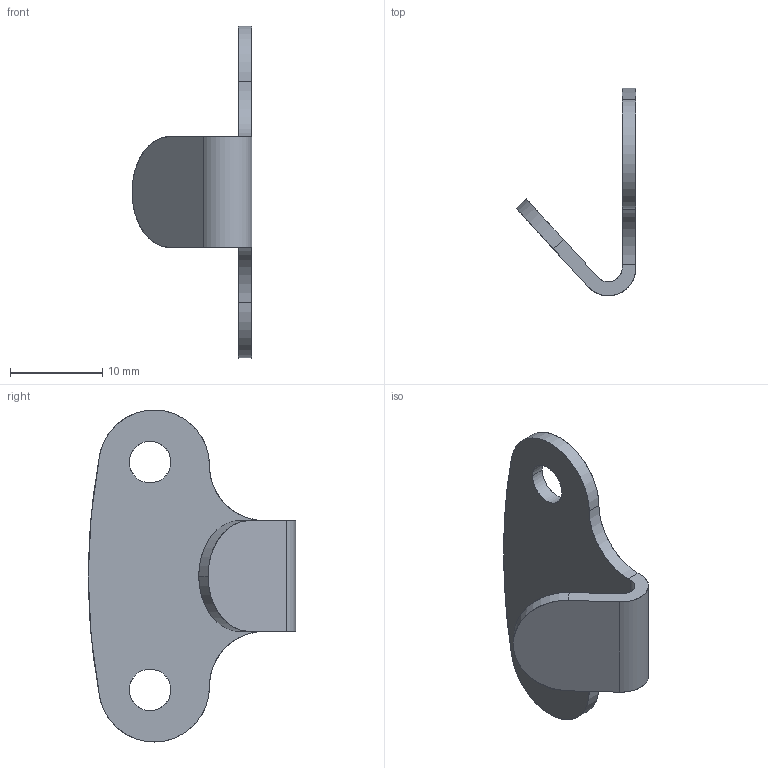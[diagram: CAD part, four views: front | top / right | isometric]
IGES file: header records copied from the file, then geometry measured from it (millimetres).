
Start section: SolidWorks IGES file using analytic representation for surfaces
Global section: file name: AC 239.IGS; native system: SolidWorks 2008; preprocessor: SolidWorks 2008; author: cbrechard; date: 110629.093653; units: millimetre
Bounding box: 13 x 22.5 x 36 mm (x, y, z)
Surface area: 1561.8 mm2 (no closed solid volume)
Topology: 0 solids, 0 shells, 20 faces, 392 edges, 392 vertices
Faces by surface type: revolution 14, bspline 6
